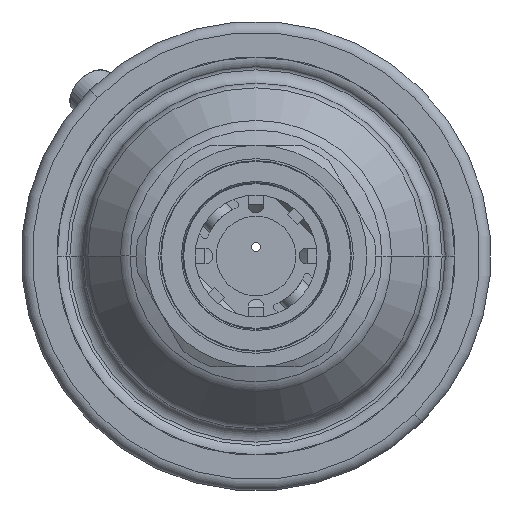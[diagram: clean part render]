
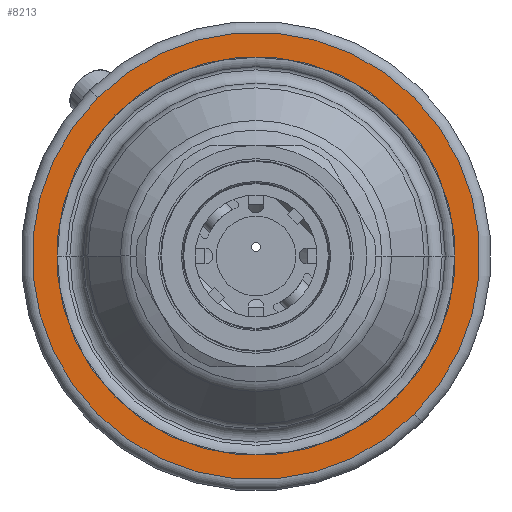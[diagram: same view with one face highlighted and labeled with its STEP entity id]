
A CAD part, front view. The second image highlights one B-rep face of the part: STEP entity #8213.
In plain terms, the highlighted planar face has unit normal (0, -1, 0).
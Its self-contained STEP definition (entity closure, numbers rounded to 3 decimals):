
#3537=CARTESIAN_POINT('',(0.,-4.5,0.));
#3538=DIRECTION('',(0.,1.,0.));
#3539=DIRECTION('',(1.,0.,0.));
#3540=AXIS2_PLACEMENT_3D('',#3537,#3538,#3539);
#3542=CARTESIAN_POINT('',(0.,-4.5,0.));
#3543=DIRECTION('',(0.,-1.,0.));
#3544=DIRECTION('',(1.,0.,0.));
#3545=AXIS2_PLACEMENT_3D('',#3542,#3543,#3544);
#3547=CARTESIAN_POINT('',(0.,-4.5,0.));
#3548=DIRECTION('',(0.,1.,0.));
#3549=DIRECTION('',(-1.,0.,0.));
#3550=AXIS2_PLACEMENT_3D('',#3547,#3548,#3549);
#3552=CARTESIAN_POINT('',(0.,-4.5,0.));
#3553=DIRECTION('',(0.,1.,0.));
#3554=DIRECTION('',(1.,0.,0.));
#3555=AXIS2_PLACEMENT_3D('',#3552,#3553,#3554);
#4218=CARTESIAN_POINT('',(45.,-4.5,0.));
#4220=VERTEX_POINT('',#4218);
#4222=CARTESIAN_POINT('',(-45.,-4.5,0.));
#4224=VERTEX_POINT('',#4222);
#4229=CARTESIAN_POINT('',(-50.5,-4.5,0.));
#4230=CARTESIAN_POINT('',(50.5,-4.5,0.));
#4231=VERTEX_POINT('',#4229);
#4232=VERTEX_POINT('',#4230);
#8200=CARTESIAN_POINT('',(0.,-4.5,0.));
#8201=DIRECTION('',(0.,-1.,0.));
#8202=DIRECTION('',(-1.,0.,0.));
#8203=AXIS2_PLACEMENT_3D('',#8200,#8201,#8202);
#8204=PLANE('',#8203);
#8205=ORIENTED_EDGE('',*,*,#4261,.T.);
#8206=ORIENTED_EDGE('',*,*,#4276,.T.);
#8207=EDGE_LOOP('',(#8205,#8206));
#8208=FACE_OUTER_BOUND('',#8207,.F.);
#8209=ORIENTED_EDGE('',*,*,#8193,.F.);
#8210=ORIENTED_EDGE('',*,*,#8182,.T.);
#8211=EDGE_LOOP('',(#8209,#8210));
#8212=FACE_BOUND('',#8211,.F.);
#8213=ADVANCED_FACE('',(#8208,#8212),#8204,.T.);
#3541=CIRCLE('',#3540,45.);
#3546=CIRCLE('',#3545,45.);
#3551=CIRCLE('',#3550,50.5);
#3556=CIRCLE('',#3555,50.5);
#4261=EDGE_CURVE('',#4231,#4232,#3551,.T.);
#4276=EDGE_CURVE('',#4232,#4231,#3556,.T.);
#8182=EDGE_CURVE('',#4220,#4224,#3546,.T.);
#8193=EDGE_CURVE('',#4220,#4224,#3541,.T.);
